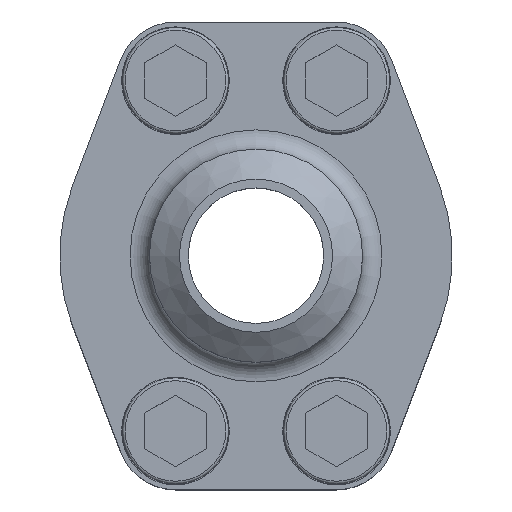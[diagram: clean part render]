
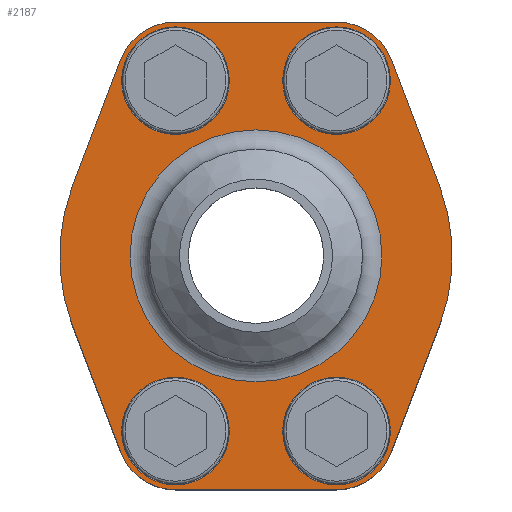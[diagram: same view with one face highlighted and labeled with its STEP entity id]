
A CAD part, top view. The second image highlights one B-rep face of the part: STEP entity #2187.
In plain terms, the highlighted planar face has unit normal (0, 0, 1).
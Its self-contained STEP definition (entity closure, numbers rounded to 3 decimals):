
#43=LINE('',#2983,#139);
#47=LINE('',#2993,#143);
#50=LINE('',#3001,#146);
#53=LINE('',#3009,#149);
#56=LINE('',#3017,#152);
#59=LINE('',#3025,#155);
#139=VECTOR('',#2514,1000.);
#143=VECTOR('',#2524,1000.);
#146=VECTOR('',#2533,1000.);
#149=VECTOR('',#2542,1000.);
#152=VECTOR('',#2551,1000.);
#155=VECTOR('',#2560,1000.);
#236=PLANE('',#2327);
#370=ORIENTED_EDGE('',*,*,#687,.F.);
#371=ORIENTED_EDGE('',*,*,#688,.F.);
#372=ORIENTED_EDGE('',*,*,#689,.F.);
#373=ORIENTED_EDGE('',*,*,#690,.F.);
#374=ORIENTED_EDGE('',*,*,#691,.T.);
#375=ORIENTED_EDGE('',*,*,#659,.T.);
#376=ORIENTED_EDGE('',*,*,#662,.T.);
#377=ORIENTED_EDGE('',*,*,#664,.T.);
#378=ORIENTED_EDGE('',*,*,#666,.T.);
#379=ORIENTED_EDGE('',*,*,#668,.T.);
#380=ORIENTED_EDGE('',*,*,#670,.T.);
#381=ORIENTED_EDGE('',*,*,#672,.T.);
#382=ORIENTED_EDGE('',*,*,#674,.T.);
#383=ORIENTED_EDGE('',*,*,#676,.T.);
#384=ORIENTED_EDGE('',*,*,#678,.T.);
#385=ORIENTED_EDGE('',*,*,#680,.T.);
#386=ORIENTED_EDGE('',*,*,#686,.T.);
#659=EDGE_CURVE('',#833,#832,#43,.T.);
#662=EDGE_CURVE('',#832,#834,#964,.T.);
#664=EDGE_CURVE('',#834,#835,#47,.T.);
#666=EDGE_CURVE('',#835,#836,#965,.T.);
#668=EDGE_CURVE('',#836,#837,#50,.T.);
#670=EDGE_CURVE('',#837,#838,#966,.T.);
#672=EDGE_CURVE('',#838,#839,#53,.T.);
#674=EDGE_CURVE('',#839,#840,#967,.T.);
#676=EDGE_CURVE('',#840,#841,#56,.T.);
#678=EDGE_CURVE('',#841,#842,#968,.T.);
#680=EDGE_CURVE('',#842,#843,#59,.T.);
#686=EDGE_CURVE('',#843,#833,#974,.T.);
#687=EDGE_CURVE('',#849,#849,#975,.T.);
#688=EDGE_CURVE('',#850,#850,#976,.T.);
#689=EDGE_CURVE('',#851,#851,#977,.T.);
#690=EDGE_CURVE('',#852,#852,#978,.T.);
#691=EDGE_CURVE('',#853,#853,#979,.T.);
#832=VERTEX_POINT('',#2982);
#833=VERTEX_POINT('',#2984);
#834=VERTEX_POINT('',#2988);
#835=VERTEX_POINT('',#2992);
#836=VERTEX_POINT('',#2996);
#837=VERTEX_POINT('',#3000);
#838=VERTEX_POINT('',#3004);
#839=VERTEX_POINT('',#3008);
#840=VERTEX_POINT('',#3012);
#841=VERTEX_POINT('',#3016);
#842=VERTEX_POINT('',#3020);
#843=VERTEX_POINT('',#3024);
#849=VERTEX_POINT('',#3045);
#850=VERTEX_POINT('',#3047);
#851=VERTEX_POINT('',#3049);
#852=VERTEX_POINT('',#3051);
#853=VERTEX_POINT('',#3053);
#964=CIRCLE('',#2301,44.5);
#965=CIRCLE('',#2304,13.3);
#966=CIRCLE('',#2307,13.3);
#967=CIRCLE('',#2310,44.5);
#968=CIRCLE('',#2313,13.3);
#974=CIRCLE('',#2326,13.3);
#975=CIRCLE('',#2328,12.2);
#976=CIRCLE('',#2329,12.2);
#977=CIRCLE('',#2330,12.2);
#978=CIRCLE('',#2331,12.2);
#979=CIRCLE('',#2332,28.55);
#1061=EDGE_LOOP('',(#370));
#1062=EDGE_LOOP('',(#371));
#1063=EDGE_LOOP('',(#372));
#1064=EDGE_LOOP('',(#373));
#1065=EDGE_LOOP('',(#374));
#1066=EDGE_LOOP('',(#375,#376,#377,#378,#379,#380,#381,#382,#383,#384,#385,
#386));
#1239=FACE_BOUND('',#1061,.T.);
#1240=FACE_BOUND('',#1062,.T.);
#1241=FACE_BOUND('',#1063,.T.);
#1242=FACE_BOUND('',#1064,.T.);
#1243=FACE_BOUND('',#1065,.T.);
#1244=FACE_BOUND('',#1066,.T.);
#2187=ADVANCED_FACE('',(#1239,#1240,#1241,#1242,#1243,#1244),#236,.T.);
#2301=AXIS2_PLACEMENT_3D('',#2989,#2519,#2520);
#2304=AXIS2_PLACEMENT_3D('',#2997,#2528,#2529);
#2307=AXIS2_PLACEMENT_3D('',#3005,#2537,#2538);
#2310=AXIS2_PLACEMENT_3D('',#3013,#2546,#2547);
#2313=AXIS2_PLACEMENT_3D('',#3021,#2555,#2556);
#2326=AXIS2_PLACEMENT_3D('',#3042,#2583,#2584);
#2327=AXIS2_PLACEMENT_3D('',#3043,#2585,#2586);
#2328=AXIS2_PLACEMENT_3D('',#3044,#2587,#2588);
#2329=AXIS2_PLACEMENT_3D('',#3046,#2589,#2590);
#2330=AXIS2_PLACEMENT_3D('',#3048,#2591,#2592);
#2331=AXIS2_PLACEMENT_3D('',#3050,#2593,#2594);
#2332=AXIS2_PLACEMENT_3D('',#3052,#2595,#2596);
#2514=DIRECTION('',(-0.356,-0.934,0.));
#2519=DIRECTION('',(0.,0.,1.));
#2520=DIRECTION('',(1.,0.,0.));
#2524=DIRECTION('',(0.356,-0.934,0.));
#2528=DIRECTION('',(0.,0.,1.));
#2529=DIRECTION('',(1.,0.,0.));
#2533=DIRECTION('',(1.,0.,0.));
#2537=DIRECTION('',(0.,0.,1.));
#2538=DIRECTION('',(1.,0.,0.));
#2542=DIRECTION('',(0.356,0.934,0.));
#2546=DIRECTION('',(0.,0.,1.));
#2547=DIRECTION('',(1.,0.,0.));
#2551=DIRECTION('',(-0.356,0.934,0.));
#2555=DIRECTION('',(0.,0.,1.));
#2556=DIRECTION('',(1.,0.,0.));
#2560=DIRECTION('',(-1.,0.,0.));
#2583=DIRECTION('',(0.,0.,1.));
#2584=DIRECTION('',(1.,0.,0.));
#2585=DIRECTION('',(0.,0.,1.));
#2586=DIRECTION('',(1.,0.,0.));
#2587=DIRECTION('',(0.,0.,1.));
#2588=DIRECTION('',(1.,0.,0.));
#2589=DIRECTION('',(0.,0.,1.));
#2590=DIRECTION('',(1.,0.,0.));
#2591=DIRECTION('',(0.,0.,1.));
#2592=DIRECTION('',(1.,0.,0.));
#2593=DIRECTION('',(0.,0.,1.));
#2594=DIRECTION('',(1.,0.,0.));
#2595=DIRECTION('',(0.,0.,-1.));
#2596=DIRECTION('',(-1.,0.,0.));
#2982=CARTESIAN_POINT('',(-41.578,15.859,30.));
#2983=CARTESIAN_POINT('',(-30.677,44.44,30.));
#2984=CARTESIAN_POINT('',(-30.677,44.44,30.));
#2988=CARTESIAN_POINT('',(-41.578,-15.859,30.));
#2989=CARTESIAN_POINT('',(0.,0.,30.));
#2992=CARTESIAN_POINT('',(-30.677,-44.44,30.));
#2993=CARTESIAN_POINT('',(-41.578,-15.859,30.));
#2996=CARTESIAN_POINT('',(-18.25,-53.,30.));
#2997=CARTESIAN_POINT('',(-18.25,-39.7,30.));
#3000=CARTESIAN_POINT('',(18.25,-53.,30.));
#3001=CARTESIAN_POINT('',(-18.25,-53.,30.));
#3004=CARTESIAN_POINT('',(30.677,-44.44,30.));
#3005=CARTESIAN_POINT('',(18.25,-39.7,30.));
#3008=CARTESIAN_POINT('',(41.578,-15.859,30.));
#3009=CARTESIAN_POINT('',(30.677,-44.44,30.));
#3012=CARTESIAN_POINT('',(41.578,15.859,30.));
#3013=CARTESIAN_POINT('',(0.,0.,30.));
#3016=CARTESIAN_POINT('',(30.677,44.44,30.));
#3017=CARTESIAN_POINT('',(41.578,15.859,30.));
#3020=CARTESIAN_POINT('',(18.25,53.,30.));
#3021=CARTESIAN_POINT('',(18.25,39.7,30.));
#3024=CARTESIAN_POINT('',(-18.25,53.,30.));
#3025=CARTESIAN_POINT('',(18.25,53.,30.));
#3042=CARTESIAN_POINT('',(-18.25,39.7,30.));
#3043=CARTESIAN_POINT('',(0.,0.,30.));
#3044=CARTESIAN_POINT('',(18.25,-39.7,30.));
#3045=CARTESIAN_POINT('',(30.45,-39.7,30.));
#3046=CARTESIAN_POINT('',(-18.25,-39.7,30.));
#3047=CARTESIAN_POINT('',(-6.05,-39.7,30.));
#3048=CARTESIAN_POINT('',(-18.25,39.7,30.));
#3049=CARTESIAN_POINT('',(-6.05,39.7,30.));
#3050=CARTESIAN_POINT('',(18.25,39.7,30.));
#3051=CARTESIAN_POINT('',(30.45,39.7,30.));
#3052=CARTESIAN_POINT('',(0.,0.,30.));
#3053=CARTESIAN_POINT('',(-28.55,0.,30.));
